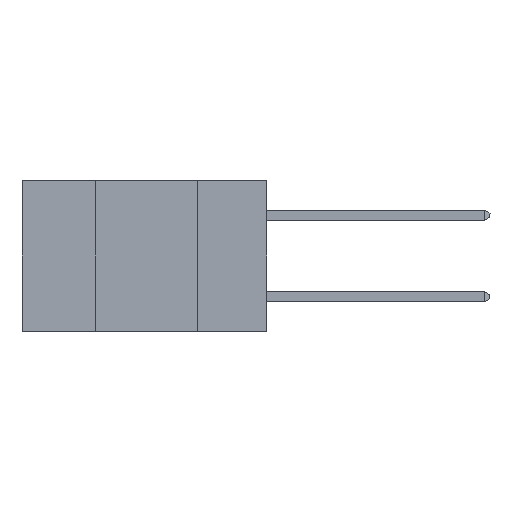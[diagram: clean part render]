
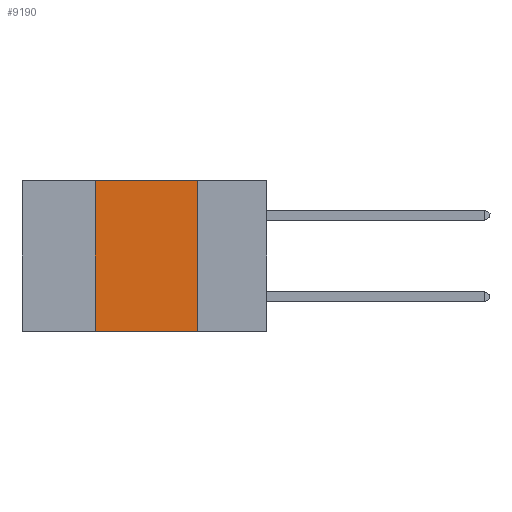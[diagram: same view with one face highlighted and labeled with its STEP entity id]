
A CAD part, left-side view. The second image highlights one B-rep face of the part: STEP entity #9190.
In plain terms, the highlighted planar face has unit normal (-1, 0, 0).
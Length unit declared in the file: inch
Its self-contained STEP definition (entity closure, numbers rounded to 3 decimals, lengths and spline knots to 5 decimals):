
#584 = DIRECTION ( 'NONE',  ( 0., 0., 1. ) ) ;
#1167 = VERTEX_POINT ( 'NONE', #4474 ) ;
#1394 = VERTEX_POINT ( 'NONE', #4198 ) ;
#1932 = DIRECTION ( 'NONE',  ( 0., -1., 0. ) ) ;
#1941 = VERTEX_POINT ( 'NONE', #3961 ) ;
#2260 = VECTOR ( 'NONE', #5925, 39.37008 ) ;
#2747 = CARTESIAN_POINT ( 'NONE',  ( 0., 0.6, 0. ) ) ;
#2976 = LINE ( 'NONE', #7492, #4556 ) ;
#3034 = VERTEX_POINT ( 'NONE', #8244 ) ;
#3242 = ORIENTED_EDGE ( 'NONE', *, *, #9546, .F. ) ;
#3647 = FACE_OUTER_BOUND ( 'NONE', #9465, .T. ) ;
#3892 = VECTOR ( 'NONE', #1932, 39.37008 ) ;
#3961 = CARTESIAN_POINT ( 'NONE',  ( 0., 0.42, 0. ) ) ;
#4033 = EDGE_CURVE ( 'NONE', #3034, #1167, #6388, .T. ) ;
#4198 = CARTESIAN_POINT ( 'NONE',  ( 0., 0.17, 0. ) ) ;
#4474 = CARTESIAN_POINT ( 'NONE',  ( 0., 0.17, -0.37 ) ) ;
#4556 = VECTOR ( 'NONE', #584, 39.37008 ) ;
#4676 = CARTESIAN_POINT ( 'NONE',  ( 0., 0.6, 0. ) ) ;
#4905 = CARTESIAN_POINT ( 'NONE',  ( 0., 0.17, 0. ) ) ;
#5351 = ORIENTED_EDGE ( 'NONE', *, *, #7027, .F. ) ;
#5477 = DIRECTION ( 'NONE',  ( 0., 0., -1. ) ) ;
#5925 = DIRECTION ( 'NONE',  ( 0., -1., 0. ) ) ;
#6388 = LINE ( 'NONE', #8363, #2260 ) ;
#6555 = VECTOR ( 'NONE', #7799, 39.37008 ) ;
#7022 = ORIENTED_EDGE ( 'NONE', *, *, #7901, .F. ) ;
#7027 = EDGE_CURVE ( 'NONE', #3034, #1941, #2976, .T. ) ;
#7492 = CARTESIAN_POINT ( 'NONE',  ( 0., 0.42, 0. ) ) ;
#7799 = DIRECTION ( 'NONE',  ( 0., 0., -1. ) ) ;
#7815 = LINE ( 'NONE', #2747, #3892 ) ;
#7901 = EDGE_CURVE ( 'NONE', #1394, #1167, #8413, .T. ) ;
#8244 = CARTESIAN_POINT ( 'NONE',  ( 0., 0.42, -0.37 ) ) ;
#8363 = CARTESIAN_POINT ( 'NONE',  ( 0., 0.6, -0.37 ) ) ;
#8412 = AXIS2_PLACEMENT_3D ( 'NONE', #4676, #9631, #5477 ) ;
#8413 = LINE ( 'NONE', #4905, #6555 ) ;
#9007 = PLANE ( 'NONE',  #8412 ) ;
#9107 = ORIENTED_EDGE ( 'NONE', *, *, #4033, .T. ) ;
#9190 = ADVANCED_FACE ( 'NONE', ( #3647 ), #9007, .F. ) ;
#9465 = EDGE_LOOP ( 'NONE', ( #7022, #3242, #5351, #9107 ) ) ;
#9546 = EDGE_CURVE ( 'NONE', #1941, #1394, #7815, .T. ) ;
#9631 = DIRECTION ( 'NONE',  ( 1., 0., 0. ) ) ;
